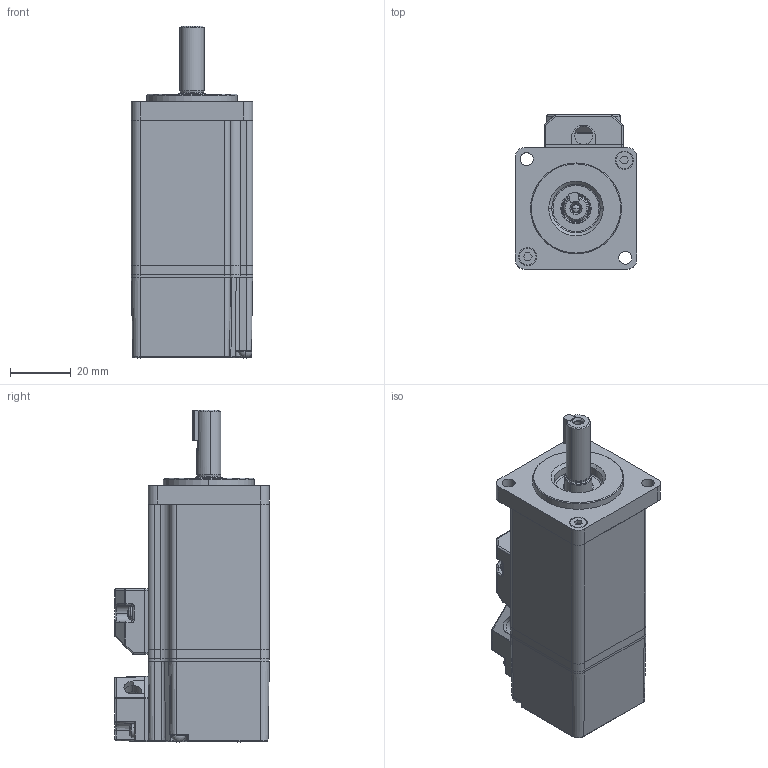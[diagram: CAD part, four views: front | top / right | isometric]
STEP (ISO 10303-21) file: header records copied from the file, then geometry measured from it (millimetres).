
FILE_DESCRIPTION (( 'STEP AP203' ), '1' );
FILE_NAME ('AC52172A1_FRE01102F003.STEP', '2021-01-04T06:38:02', ( '' ), ( '' ), 'SwSTEP 2.0', 'SolidWorks 2015', '' );
FILE_SCHEMA (( 'CONFIG_CONTROL_DESIGN' ));
Length unit declared in the file: millimetre
Products named in the file (1): AC52172A1_FRE01102F003
Bounding box: 40 x 51 x 109.45 mm (x, y, z)
Surface area: 25024.9 mm2 (no closed solid volume)
Topology: 0 solids, 24 shells, 522 faces, 1611 edges, 1089 vertices
Faces by surface type: plane 215, cylinder 176, cone 43, sphere 36, torus 29, bspline 23
Entity records: 19845 total; most frequent: CARTESIAN_POINT 5541, DIRECTION 3091, ORIENTED_EDGE 2714, EDGE_CURVE 1582, AXIS2_PLACEMENT_3D 1144, VERTEX_POINT 1085, VECTOR 803, LINE 803
